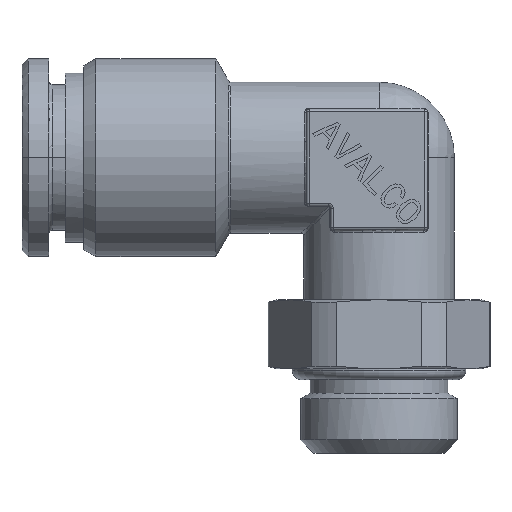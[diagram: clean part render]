
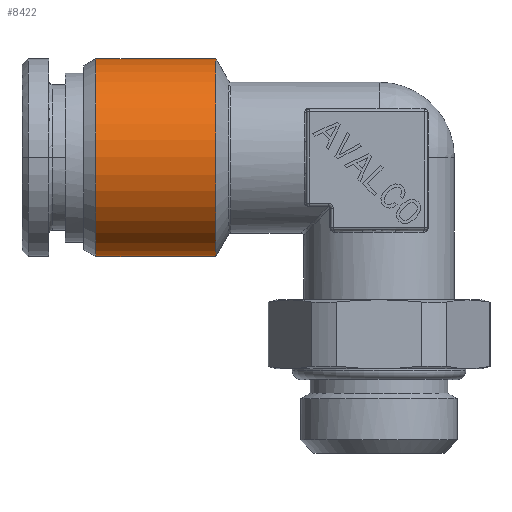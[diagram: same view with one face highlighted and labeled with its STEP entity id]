
A CAD part, top view. The second image highlights one B-rep face of the part: STEP entity #8422.
In plain terms, the highlighted cylindrical face has radius 8.2 mm (diameter 16.4 mm), a partial arc.
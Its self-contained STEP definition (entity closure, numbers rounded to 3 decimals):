
#8274=CARTESIAN_POINT('Vertex',(-13.538,8.2,0.)) ;
#8281=CARTESIAN_POINT('Vertex',(-13.538,-8.2,0.)) ;
#8302=CARTESIAN_POINT('Axis2P3D Location',(-13.538,0.,0.)) ;
#8368=CARTESIAN_POINT('Line Origine',(-25.05,-8.2,0.)) ;
#8372=CARTESIAN_POINT('Vertex',(-23.48,-8.2,0.)) ;
#8391=CARTESIAN_POINT('Vertex',(-23.48,8.2,0.)) ;
#8394=CARTESIAN_POINT('Line Origine',(-25.05,8.2,0.)) ;
#8406=CARTESIAN_POINT('Axis2P3D Location',(-25.05,0.,0.)) ;
#8411=CARTESIAN_POINT('Axis2P3D Location',(-23.48,0.,0.)) ;
#8303=DIRECTION('Axis2P3D Direction',(-1.,0.,0.)) ;
#8369=DIRECTION('Vector Direction',(1.,0.,0.)) ;
#8395=DIRECTION('Vector Direction',(1.,0.,0.)) ;
#8407=DIRECTION('Axis2P3D Direction',(1.,0.,0.)) ;
#8408=DIRECTION('Axis2P3D XDirection',(0.,1.,0.)) ;
#8412=DIRECTION('Axis2P3D Direction',(1.,0.,0.)) ;
#8304=AXIS2_PLACEMENT_3D('Circle Axis2P3D',#8302,#8303,$) ;
#8409=AXIS2_PLACEMENT_3D('Cylinder Axis2P3D',#8406,#8407,#8408) ;
#8413=AXIS2_PLACEMENT_3D('Circle Axis2P3D',#8411,#8412,$) ;
#8417=ORIENTED_EDGE('',*,*,#8398,.F.) ;
#8418=ORIENTED_EDGE('',*,*,#8415,.T.) ;
#8419=ORIENTED_EDGE('',*,*,#8374,.T.) ;
#8420=ORIENTED_EDGE('',*,*,#8306,.F.) ;
#8370=VECTOR('Line Direction',#8369,1.) ;
#8396=VECTOR('Line Direction',#8395,1.) ;
#8422=ADVANCED_FACE('PR507B-10G14',(#8421),#8410,.T.) ;
#8305=CIRCLE('generated circle',#8304,8.2) ;
#8414=CIRCLE('generated circle',#8413,8.2) ;
#8410=CYLINDRICAL_SURFACE('generated cylinder',#8409,8.2) ;
#8306=EDGE_CURVE('',#8275,#8282,#8305,.F.) ;
#8374=EDGE_CURVE('',#8373,#8282,#8371,.T.) ;
#8398=EDGE_CURVE('',#8392,#8275,#8397,.T.) ;
#8415=EDGE_CURVE('',#8392,#8373,#8414,.T.) ;
#8416=EDGE_LOOP('',(#8417,#8418,#8419,#8420)) ;
#8421=FACE_OUTER_BOUND('',#8416,.T.) ;
#8371=LINE('Line',#8368,#8370) ;
#8397=LINE('Line',#8394,#8396) ;
#8275=VERTEX_POINT('',#8274) ;
#8282=VERTEX_POINT('',#8281) ;
#8373=VERTEX_POINT('',#8372) ;
#8392=VERTEX_POINT('',#8391) ;
